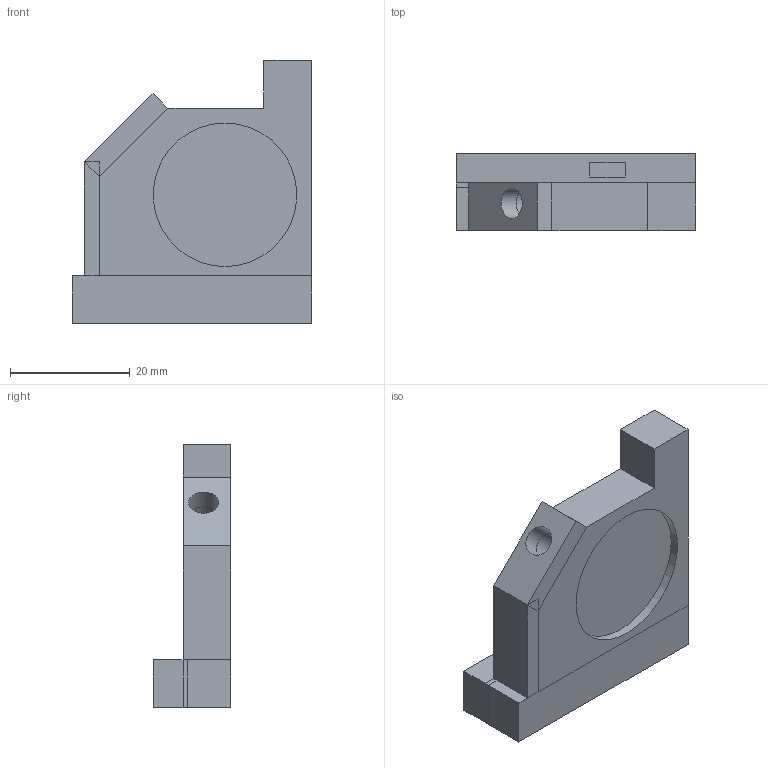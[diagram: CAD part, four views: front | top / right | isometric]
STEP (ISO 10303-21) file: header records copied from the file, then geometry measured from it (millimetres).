
FILE_DESCRIPTION(('FreeCAD Model'),'2;1');
FILE_NAME('Open CASCADE Shape Model','2024-07-02T09:42:23',(''),(''), 'Open CASCADE STEP processor 7.6','FreeCAD','Unknown');
FILE_SCHEMA(('AUTOMOTIVE_DESIGN { 1 0 10303 214 1 1 1 1 }'));
Length unit declared in the file: millimetre
Products named in the file (1): Corpo
Bounding box: 40 x 13 x 44 mm (x, y, z)
Volume: 8400.3 mm3; surface area: 5876 mm2
Topology: 1 solids, 1 shells, 50 faces, 114 edges, 68 vertices
Faces by surface type: plane 43, cylinder 7
Full cylindrical faces by diameter (mm): 3.4 x2, 5 x2, 6 x1, 24 x1, 25.5 x1
Entity records: 1544 total; most frequent: CARTESIAN_POINT 386, ORIENTED_EDGE 228, DIRECTION 225, EDGE_CURVE 114, LINE 101, VECTOR 101, VERTEX_POINT 68, AXIS2_PLACEMENT_3D 62
